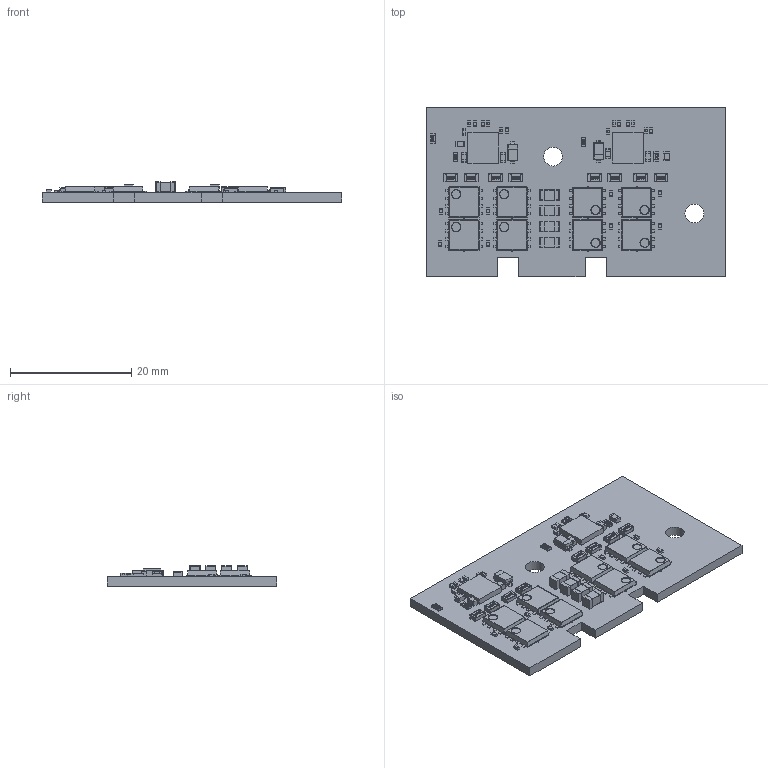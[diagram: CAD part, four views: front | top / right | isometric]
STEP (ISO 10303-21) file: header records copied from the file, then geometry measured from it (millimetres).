
FILE_DESCRIPTION(('Open CASCADE Model'),'2;1');
FILE_NAME('Open CASCADE Shape Model','2025-03-23T18:51:33',('Author'),( 'Open CASCADE'),'Open CASCADE STEP processor 6.8','Open CASCADE 6.8' ,'Unknown');
FILE_SCHEMA(('AUTOMOTIVE_DESIGN { 1 0 10303 214 1 1 1 1 }'));
Length unit declared in the file: millimetre
Products named in the file (87): PCB; Board; Open CASCADE STEP translator 6.8 1.1.1; R8; Resistor_0603_Text; Pin1Body; Pin2Body; CeramicBody; CoatingBody; Text1Body; Text2Body; Text3Body; Text4Body; R7; C2_2; User_Library-Vhip_cap_1206; U6; 5949794912; Extruded; U5; U4_2; TPH4R10ANL,L1Q; U4_1; U3_2; U3_1; U2_2; U2_1; U1_2; U1_1; R20; CRCW040210K0FKEDC; term1; term2; body; R19; R18; R17; R16; R15; R14 ...
Assembly tree (132 placements, depth 4):
  PCB
    Board
      Open CASCADE STEP translator 6.8 1.1.1
    R8
      Resistor_0603_Text
        Pin1Body
        Pin2Body
        CeramicBody
        CoatingBody
        Text1Body
        Text2Body
        Text3Body
        Text4Body
    R7
      Resistor_0603_Text
        Pin1Body
        Pin2Body
        CeramicBody
        CoatingBody
        Text1Body
        Text2Body
        Text3Body
        Text4Body
    C2_2
      User_Library-Vhip_cap_1206
    U6
      5949794912
        Extruded
    U5
      5949794912
        Extruded
    U4_2
      TPH4R10ANL,L1Q
    U4_1
      TPH4R10ANL,L1Q
    U3_2
      TPH4R10ANL,L1Q
    U3_1
      TPH4R10ANL,L1Q
    U2_2
      TPH4R10ANL,L1Q
    U2_1
      TPH4R10ANL,L1Q
    U1_2
      TPH4R10ANL,L1Q
    U1_1
      TPH4R10ANL,L1Q
    R20
      CRCW040210K0FKEDC
        term1
        term2
        body
    R19
      CRCW040210K0FKEDC
        term1
        term2
        body
    R18
      CRCW040210K0FKEDC
        term1
Bounding box: 49.5 x 28 x 3.4 mm (x, y, z)
Volume: 2510.9 mm3; surface area: 4506.9 mm2
Topology: 197 solids, 197 shells, 3962 faces, 9736 edges, 6088 vertices
Faces by surface type: plane 2532, cylinder 526, bspline 408, extrusion 272, sphere 160, torus 64
Full cylindrical faces by diameter (mm): 3.1 x2
Entity records: 27405 total; most frequent: CARTESIAN_POINT 7719, ORIENTED_EDGE 3348, DIRECTION 3102, EDGE_CURVE 1674, VECTOR 1272, LINE 1204, VERTEX_POINT 1060, AXIS2_PLACEMENT_3D 915
